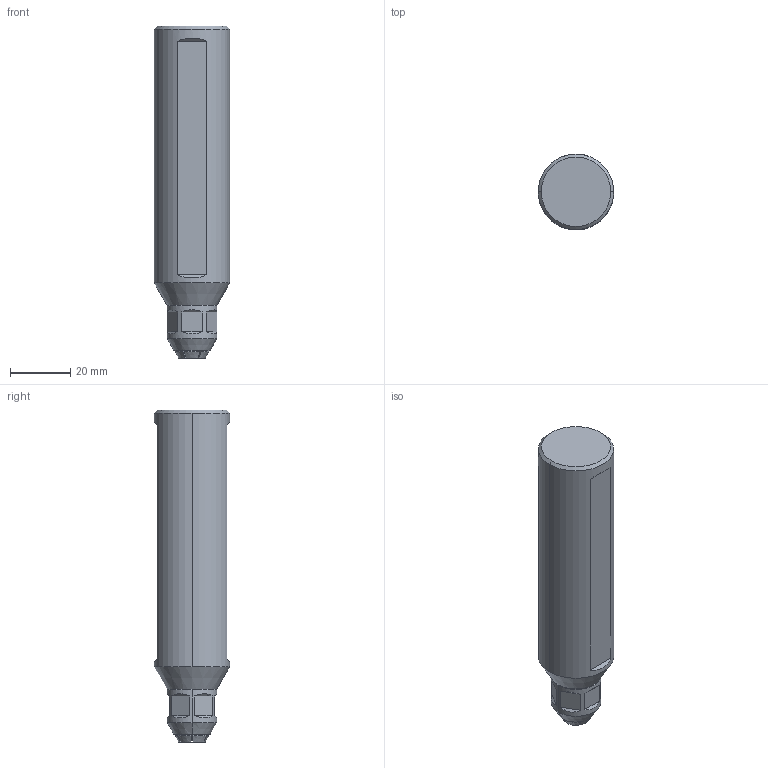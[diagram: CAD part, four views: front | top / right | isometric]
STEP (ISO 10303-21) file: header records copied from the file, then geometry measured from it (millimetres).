
FILE_DESCRIPTION(/* description */ (''),/* implementation_level */ '2;1');
FILE_NAME(/* name */ '1587010861798.stp',/* time_stamp */ '2020-04-16T09:51:35+05:00',/* author */ (''),/* organization */ ('SMS'),/* preprocessor_version */ 'ST-DEVELOPER v16.7',/* originating_system */ 'SIEMENS PLM Software NX 12.0',/* authorisation */ '');
FILE_SCHEMA (('AUTOMOTIVE_DESIGN { 1 0 10303 214 3 1 1 1 }'));
Length unit declared in the file: millimetre
Products named in the file (1): 202946309mod000_00
Bounding box: 25 x 25 x 110 mm (x, y, z)
Volume: 45288.9 mm3; surface area: 9985.1 mm2
Topology: 1 solids, 2 shells, 122 faces, 357 edges, 238 vertices
Faces by surface type: plane 59, cylinder 27, cone 24, torus 9, bspline 3
Full cylindrical faces by diameter (mm): 6 x1
Entity records: 4933 total; most frequent: CARTESIAN_POINT 1450, ORIENTED_EDGE 760, DIRECTION 659, EDGE_CURVE 380, VERTEX_POINT 285, AXIS2_PLACEMENT_3D 235, LINE 189, VECTOR 189
